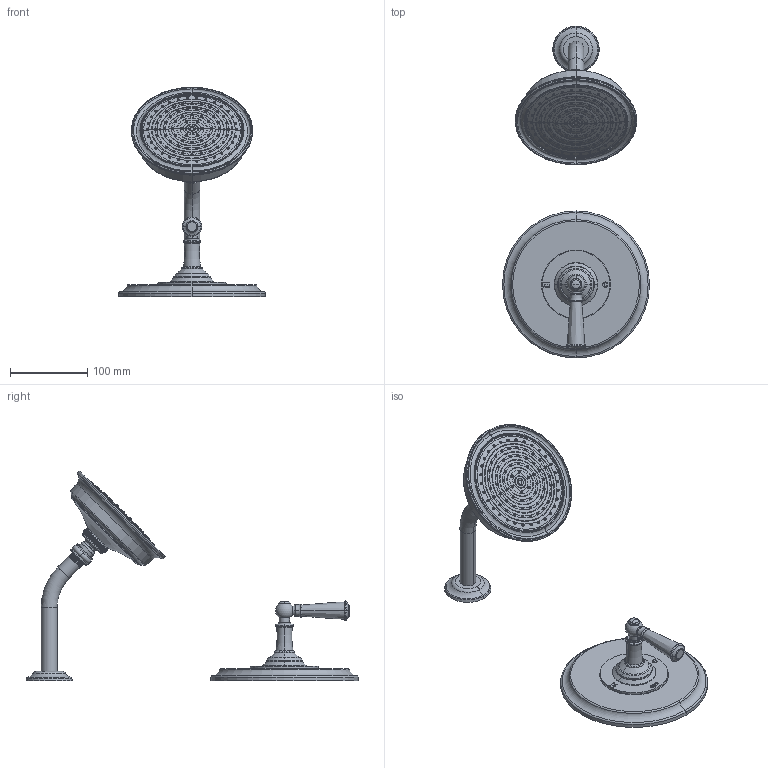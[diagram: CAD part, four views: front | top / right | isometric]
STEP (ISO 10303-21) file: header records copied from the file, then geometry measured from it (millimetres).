
FILE_DESCRIPTION((''),'2;1');
FILE_NAME('3-2414BP','2021-05-28T14:08:36',('jinson.thomas'),(''),'CREO PARAMETRIC BY PTC INC, 2018400','CREO PARAMETRIC BY PTC INC, 2018400','');
FILE_SCHEMA(('CONFIG_CONTROL_DESIGN'));
Products named in the file (1): 3-2414BP
Bounding box: 190.5 x 430.15 x 271.55 mm (x, y, z)
Volume: 1143504.2 mm3; surface area: 150131.3 mm2
Topology: 2 solids, 2 shells, 1223 faces, 3006 edges, 1994 vertices
Faces by surface type: torus 308, plane 269, cylinder 228, cone 194, sphere 108, extrusion 95, bspline 21
Entity records: 56513 total; most frequent: CARTESIAN_POINT 28341, ORIENTED_EDGE 6008, DIRECTION 5506, EDGE_CURVE 3004, AXIS2_PLACEMENT_3D 2293, VERTEX_POINT 1994, EDGE_LOOP 1432, FACE_OUTER_BOUND 1223
